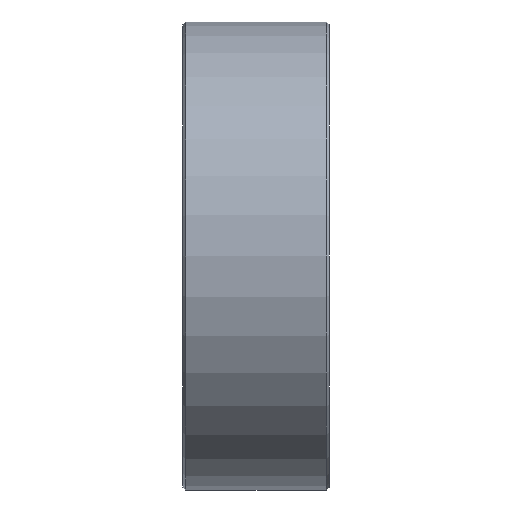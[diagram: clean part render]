
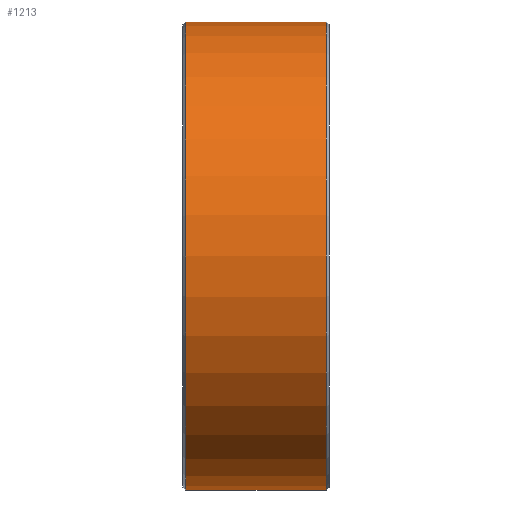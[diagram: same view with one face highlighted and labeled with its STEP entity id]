
A CAD part, front view. The second image highlights one B-rep face of the part: STEP entity #1213.
In plain terms, the highlighted cylindrical face has radius 8 mm (diameter 16 mm), a partial arc.
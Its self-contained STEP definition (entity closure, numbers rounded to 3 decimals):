
#41 = EDGE_CURVE ( 'NONE', #253, #1720, #1853, .T. ) ;
#97 = LINE ( 'NONE', #1584, #2643 ) ;
#161 = CARTESIAN_POINT ( 'NONE',  ( 2.4, 0., 0. ) ) ;
#253 = VERTEX_POINT ( 'NONE', #2244 ) ;
#319 = DIRECTION ( 'NONE',  ( -1., 0., 0. ) ) ;
#455 = DIRECTION ( 'NONE',  ( -1., 0., 0. ) ) ;
#551 = DIRECTION ( 'NONE',  ( 0., 0., -1. ) ) ;
#602 = DIRECTION ( 'NONE',  ( 1., 0., 0. ) ) ;
#667 = DIRECTION ( 'NONE',  ( -1., 0., 0. ) ) ;
#799 = CIRCLE ( 'NONE', #3271, 8. ) ;
#828 = CARTESIAN_POINT ( 'NONE',  ( 2.4, 0., 8. ) ) ;
#1040 = VERTEX_POINT ( 'NONE', #828 ) ;
#1081 = CARTESIAN_POINT ( 'NONE',  ( -13.702, 0., -8. ) ) ;
#1198 = CYLINDRICAL_SURFACE ( 'NONE', #2267, 8. ) ;
#1213 = ADVANCED_FACE ( 'NONE', ( #1710 ), #1198, .T. ) ;
#1386 = CARTESIAN_POINT ( 'NONE',  ( -2.4, 0., -8. ) ) ;
#1584 = CARTESIAN_POINT ( 'NONE',  ( -13.702, 0., 8. ) ) ;
#1646 = AXIS2_PLACEMENT_3D ( 'NONE', #1821, #602, #551 ) ;
#1710 = FACE_OUTER_BOUND ( 'NONE', #3068, .T. ) ;
#1720 = VERTEX_POINT ( 'NONE', #1386 ) ;
#1742 = CARTESIAN_POINT ( 'NONE',  ( -13.702, 0., 0. ) ) ;
#1751 = EDGE_CURVE ( 'NONE', #2849, #1720, #1811, .T. ) ;
#1760 = EDGE_CURVE ( 'NONE', #1040, #2849, #97, .T. ) ;
#1774 = VECTOR ( 'NONE', #2630, 1000. ) ;
#1811 = CIRCLE ( 'NONE', #1646, 8. ) ;
#1821 = CARTESIAN_POINT ( 'NONE',  ( -2.4, 0., 0. ) ) ;
#1853 = LINE ( 'NONE', #1081, #1774 ) ;
#1875 = CARTESIAN_POINT ( 'NONE',  ( -2.4, 0., 8. ) ) ;
#2034 = ORIENTED_EDGE ( 'NONE', *, *, #1760, .T. ) ;
#2244 = CARTESIAN_POINT ( 'NONE',  ( 2.4, 0., -8. ) ) ;
#2259 = EDGE_CURVE ( 'NONE', #253, #1040, #799, .T. ) ;
#2267 = AXIS2_PLACEMENT_3D ( 'NONE', #1742, #455, #2507 ) ;
#2421 = DIRECTION ( 'NONE',  ( 0., 0., 1. ) ) ;
#2442 = ORIENTED_EDGE ( 'NONE', *, *, #41, .F. ) ;
#2507 = DIRECTION ( 'NONE',  ( 0., 0., 1. ) ) ;
#2592 = ORIENTED_EDGE ( 'NONE', *, *, #2259, .T. ) ;
#2630 = DIRECTION ( 'NONE',  ( -1., 0., 0. ) ) ;
#2643 = VECTOR ( 'NONE', #319, 1000. ) ;
#2710 = ORIENTED_EDGE ( 'NONE', *, *, #1751, .T. ) ;
#2849 = VERTEX_POINT ( 'NONE', #1875 ) ;
#3068 = EDGE_LOOP ( 'NONE', ( #2442, #2592, #2034, #2710 ) ) ;
#3271 = AXIS2_PLACEMENT_3D ( 'NONE', #161, #667, #2421 ) ;
